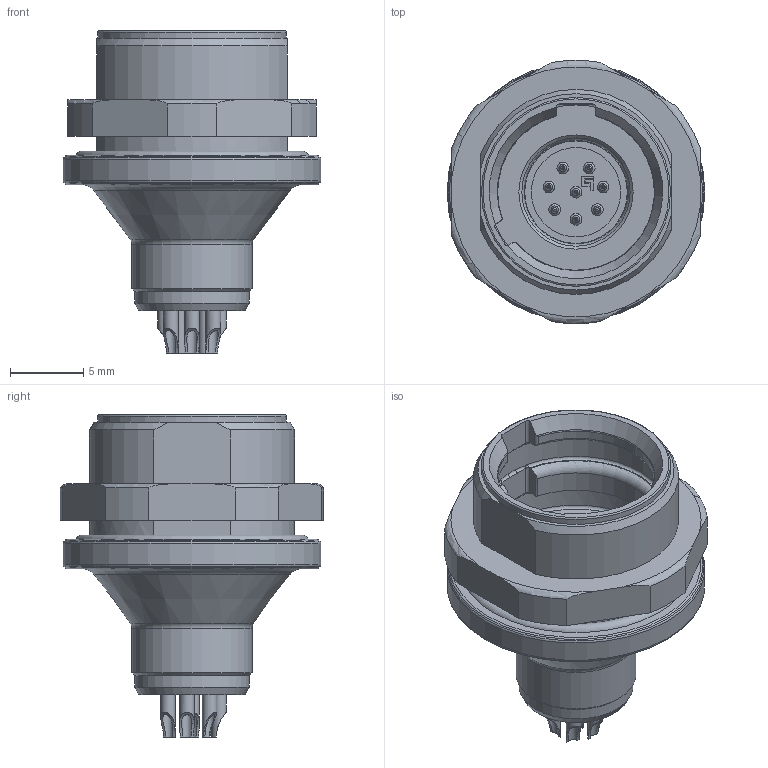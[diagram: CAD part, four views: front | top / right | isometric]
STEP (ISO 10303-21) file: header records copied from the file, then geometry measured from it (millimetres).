
FILE_DESCRIPTION(/* description */ (''),/* implementation_level */ '2;1');
FILE_NAME(/* name */ '09-4931-081-08_CAD.STP.stp',/* time_stamp */ '2018-10-02T06:07:09+02:00',/* author */ (''),/* organization */ (''),/* preprocessor_version */ 'ST-DEVELOPER v16',/* originating_system */ 'SIEMENS PLM Software NX 11.0',/* authorisation */ '');
FILE_SCHEMA (('AUTOMOTIVE_DESIGN { 1 0 10303 214 3 1 1 1 }'));
Length unit declared in the file: millimetre
Products named in the file (1): sgro31445B96ydyn
Bounding box: 17.6 x 17.96 x 22 mm (x, y, z)
Volume: 1544.6 mm3; surface area: 2000.1 mm2
Topology: 1 solids, 1 shells, 259 faces, 639 edges, 404 vertices
Faces by surface type: plane 80, cylinder 74, cone 40, torus 33, bspline 32
Full cylindrical faces by diameter (mm): 0.5 x8, 0.7 x8, 1 x8, 6.1 x1, 7.4 x2, 7.8 x1, 8.2 x1, 12.3 x1, 12.4 x1, 12.9 x1, 14 x1, 17.6 x1
Entity records: 8344 total; most frequent: CARTESIAN_POINT 2984, DIRECTION 1092, ORIENTED_EDGE 1000, EDGE_CURVE 500, AXIS2_PLACEMENT_3D 464, EDGE_LOOP 370, VERTEX_POINT 362, ADVANCED_FACE 259
